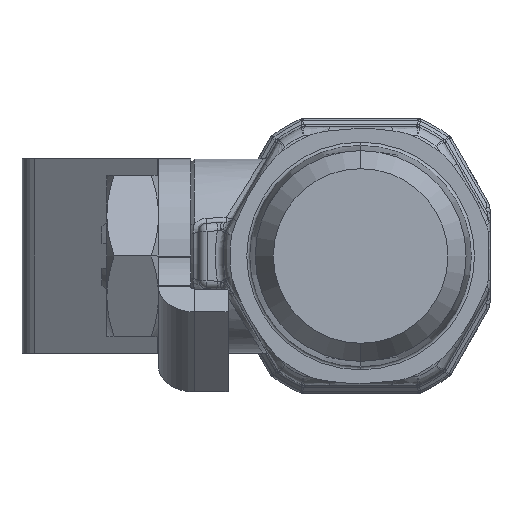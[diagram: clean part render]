
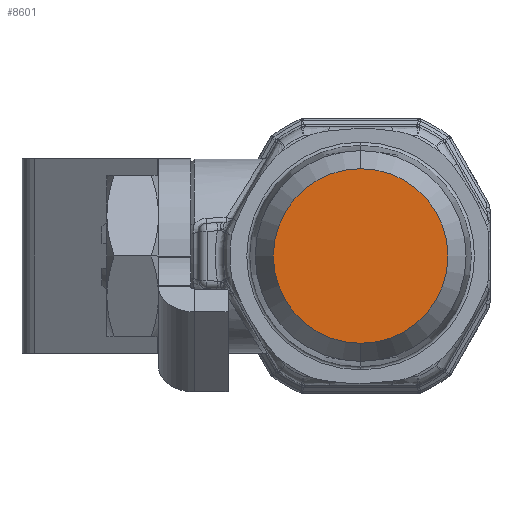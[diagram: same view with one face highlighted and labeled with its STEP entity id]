
A CAD part, left-side view. The second image highlights one B-rep face of the part: STEP entity #8601.
In plain terms, the highlighted planar face has unit normal (-1, 0, 0).
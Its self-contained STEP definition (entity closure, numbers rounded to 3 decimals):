
#309 = VERTEX_POINT ( 'NONE', #7069 ) ;
#490 = DIRECTION ( 'NONE',  ( -1., 0., 0. ) ) ;
#533 = ORIENTED_EDGE ( 'NONE', *, *, #14405, .T. ) ;
#922 = DIRECTION ( 'NONE',  ( 0., 0., 1. ) ) ;
#1103 = VERTEX_POINT ( 'NONE', #12511 ) ;
#1162 = CIRCLE ( 'NONE', #11213, 5.4 ) ;
#3573 = AXIS2_PLACEMENT_3D ( 'NONE', #5698, #8188, #5804 ) ;
#4724 = EDGE_LOOP ( 'NONE', ( #9672, #533 ) ) ;
#5698 = CARTESIAN_POINT ( 'NONE',  ( -17.1, 0., 0. ) ) ;
#5804 = DIRECTION ( 'NONE',  ( 0., 0., 1. ) ) ;
#6275 = CIRCLE ( 'NONE', #13911, 5.4 ) ;
#7069 = CARTESIAN_POINT ( 'NONE',  ( -17.1, 0., -5.4 ) ) ;
#7615 = CARTESIAN_POINT ( 'NONE',  ( -17.1, 0., 0. ) ) ;
#7740 = EDGE_CURVE ( 'Defeature completata1_32+Defeature completata1_352+Defeature completata1_352+Defeature completata1_352', #309, #1103, #6275, .T. ) ;
#8048 = DIRECTION ( 'NONE',  ( -1., 0., 0. ) ) ;
#8188 = DIRECTION ( 'NONE',  ( -1., 0., 0. ) ) ;
#8601 = ADVANCED_FACE ( 'Defeature completata1_32', ( #11145 ), #13033, .T. ) ;
#8829 = DIRECTION ( 'NONE',  ( 0., 0., 1. ) ) ;
#9672 = ORIENTED_EDGE ( 'NONE', *, *, #7740, .T. ) ;
#11145 = FACE_OUTER_BOUND ( 'NONE', #4724, .T. ) ;
#11213 = AXIS2_PLACEMENT_3D ( 'NONE', #7615, #490, #8829 ) ;
#12511 = CARTESIAN_POINT ( 'NONE',  ( -17.1, 0., 5.4 ) ) ;
#13033 = PLANE ( 'NONE',  #3573 ) ;
#13911 = AXIS2_PLACEMENT_3D ( 'NONE', #15235, #8048, #922 ) ;
#14405 = EDGE_CURVE ( 'Defeature completata1_32+Defeature completata1_352+Defeature completata1_352+Defeature completata1_352', #1103, #309, #1162, .T. ) ;
#15235 = CARTESIAN_POINT ( 'NONE',  ( -17.1, 0., 0. ) ) ;
